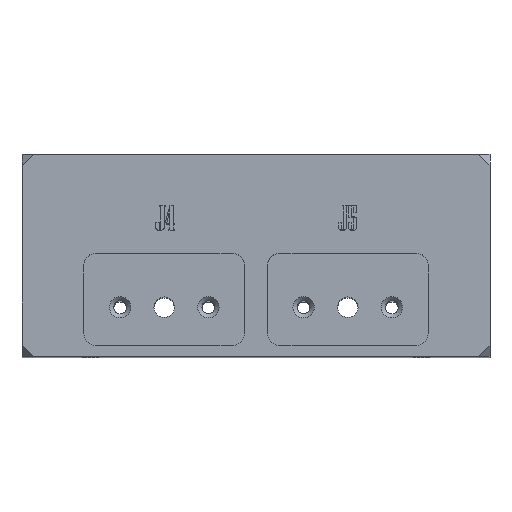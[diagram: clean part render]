
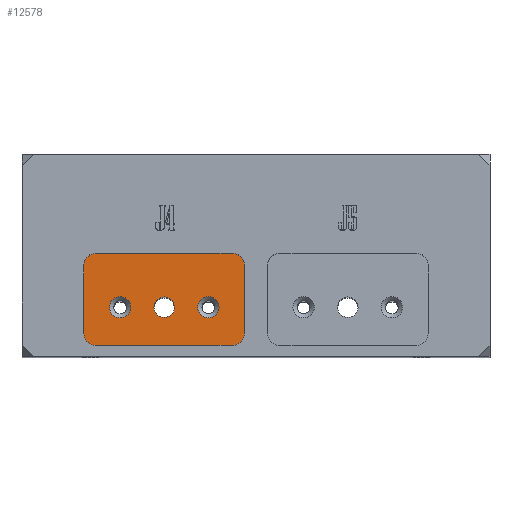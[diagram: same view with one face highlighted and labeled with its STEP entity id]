
A CAD part, top view. The second image highlights one B-rep face of the part: STEP entity #12578.
In plain terms, the highlighted planar face has unit normal (0, 0, 1).
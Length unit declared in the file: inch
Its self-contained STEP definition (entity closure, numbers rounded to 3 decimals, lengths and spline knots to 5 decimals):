
#137 = DIRECTION ( 'NONE',  ( 0., -1., 0. ) ) ;
#665 = AXIS2_PLACEMENT_3D ( 'NONE', #8140, #12852, #3514 ) ;
#891 = DIRECTION ( 'NONE',  ( -1., 0., 0. ) ) ;
#1061 = VERTEX_POINT ( 'NONE', #9818 ) ;
#1072 = EDGE_LOOP ( 'NONE', ( #12294 ) ) ;
#1158 = CIRCLE ( 'NONE', #9865, 0.0625 ) ;
#1208 = CARTESIAN_POINT ( 'NONE',  ( -0.6825, 0.2675, 2.14 ) ) ;
#1240 = CARTESIAN_POINT ( 'NONE',  ( -0.125, 0.4975, 2.14 ) ) ;
#1310 = CIRCLE ( 'NONE', #4807, 0.0625 ) ;
#1449 = EDGE_LOOP ( 'NONE', ( #5685 ) ) ;
#1543 = LINE ( 'NONE', #6390, #1808 ) ;
#1620 = EDGE_CURVE ( 'NONE', #5615, #5615, #10469, .T. ) ;
#1808 = VECTOR ( 'NONE', #11179, 39.37008 ) ;
#1921 = EDGE_CURVE ( 'NONE', #2163, #2163, #6198, .T. ) ;
#2030 = EDGE_LOOP ( 'NONE', ( #9096 ) ) ;
#2163 = VERTEX_POINT ( 'NONE', #11574 ) ;
#2242 = EDGE_LOOP ( 'NONE', ( #9501, #6911, #13957, #9528, #2471, #9949, #2394, #9639 ) ) ;
#2394 = ORIENTED_EDGE ( 'NONE', *, *, #12643, .T. ) ;
#2421 = LINE ( 'NONE', #13080, #5783 ) ;
#2471 = ORIENTED_EDGE ( 'NONE', *, *, #10879, .T. ) ;
#2918 = CARTESIAN_POINT ( 'NONE',  ( -0.125, 0.06, 2.14 ) ) ;
#3322 = CARTESIAN_POINT ( 'NONE',  ( -0.2015, 0.2675, 2.14 ) ) ;
#3514 = DIRECTION ( 'NONE',  ( -1., 0., 0. ) ) ;
#3823 = VERTEX_POINT ( 'NONE', #2918 ) ;
#3892 = VERTEX_POINT ( 'NONE', #7706 ) ;
#4099 = CARTESIAN_POINT ( 'NONE',  ( -0.875, 0.4975, 2.14 ) ) ;
#4131 = VECTOR ( 'NONE', #11590, 39.37008 ) ;
#4309 = EDGE_CURVE ( 'NONE', #5915, #12189, #2421, .T. ) ;
#4464 = AXIS2_PLACEMENT_3D ( 'NONE', #10684, #12024, #5752 ) ;
#4600 = DIRECTION ( 'NONE',  ( -1., 0., 0. ) ) ;
#4807 = AXIS2_PLACEMENT_3D ( 'NONE', #1240, #14503, #9624 ) ;
#4847 = DIRECTION ( 'NONE',  ( 0., 0., 1. ) ) ;
#4950 = VERTEX_POINT ( 'NONE', #1208 ) ;
#5387 = CIRCLE ( 'NONE', #5894, 0.0625 ) ;
#5478 = VERTEX_POINT ( 'NONE', #10490 ) ;
#5541 = EDGE_CURVE ( 'NONE', #1061, #8351, #1310, .T. ) ;
#5615 = VERTEX_POINT ( 'NONE', #3322 ) ;
#5656 = EDGE_CURVE ( 'NONE', #7951, #3823, #1543, .T. ) ;
#5685 = ORIENTED_EDGE ( 'NONE', *, *, #14468, .F. ) ;
#5722 = PLANE ( 'NONE',  #665 ) ;
#5752 = DIRECTION ( 'NONE',  ( 1., 0., 0. ) ) ;
#5783 = VECTOR ( 'NONE', #137, 39.37008 ) ;
#5873 = CARTESIAN_POINT ( 'NONE',  ( -0.9375, 0.56, 2.14 ) ) ;
#5894 = AXIS2_PLACEMENT_3D ( 'NONE', #11994, #4847, #8525 ) ;
#5915 = VERTEX_POINT ( 'NONE', #15446 ) ;
#6198 = CIRCLE ( 'NONE', #15008, 0.056 ) ;
#6390 = CARTESIAN_POINT ( 'NONE',  ( -0.9375, 0.06, 2.14 ) ) ;
#6677 = DIRECTION ( 'NONE',  ( 0., 0., 1. ) ) ;
#6911 = ORIENTED_EDGE ( 'NONE', *, *, #9988, .T. ) ;
#6966 = FACE_BOUND ( 'NONE', #1072, .T. ) ;
#7199 = DIRECTION ( 'NONE',  ( 0., 0., 1. ) ) ;
#7706 = CARTESIAN_POINT ( 'NONE',  ( -0.875, 0.56, 2.14 ) ) ;
#7951 = VERTEX_POINT ( 'NONE', #14894 ) ;
#7976 = LINE ( 'NONE', #13789, #4131 ) ;
#8140 = CARTESIAN_POINT ( 'NONE',  ( 0., 0., 2.14 ) ) ;
#8200 = CIRCLE ( 'NONE', #11978, 0.058 ) ;
#8225 = DIRECTION ( 'NONE',  ( 1., 0., 0. ) ) ;
#8289 = FACE_OUTER_BOUND ( 'NONE', #2242, .T. ) ;
#8313 = EDGE_CURVE ( 'NONE', #3892, #5915, #11123, .T. ) ;
#8351 = VERTEX_POINT ( 'NONE', #10211 ) ;
#8370 = FACE_BOUND ( 'NONE', #2030, .T. ) ;
#8522 = CARTESIAN_POINT ( 'NONE',  ( -0.7405, 0.2675, 2.14 ) ) ;
#8525 = DIRECTION ( 'NONE',  ( -1., 0., 0. ) ) ;
#9096 = ORIENTED_EDGE ( 'NONE', *, *, #1921, .F. ) ;
#9501 = ORIENTED_EDGE ( 'NONE', *, *, #4309, .T. ) ;
#9528 = ORIENTED_EDGE ( 'NONE', *, *, #9680, .T. ) ;
#9624 = DIRECTION ( 'NONE',  ( -1., 0., 0. ) ) ;
#9639 = ORIENTED_EDGE ( 'NONE', *, *, #8313, .T. ) ;
#9680 = EDGE_CURVE ( 'NONE', #3823, #5478, #5387, .T. ) ;
#9818 = CARTESIAN_POINT ( 'NONE',  ( -0.0625, 0.4975, 2.14 ) ) ;
#9865 = AXIS2_PLACEMENT_3D ( 'NONE', #12992, #15460, #4600 ) ;
#9890 = CARTESIAN_POINT ( 'NONE',  ( -0.9375, 0.1225, 2.14 ) ) ;
#9949 = ORIENTED_EDGE ( 'NONE', *, *, #5541, .T. ) ;
#9988 = EDGE_CURVE ( 'NONE', #12189, #7951, #1158, .T. ) ;
#10211 = CARTESIAN_POINT ( 'NONE',  ( -0.125, 0.56, 2.14 ) ) ;
#10420 = VECTOR ( 'NONE', #10497, 39.37008 ) ;
#10469 = CIRCLE ( 'NONE', #4464, 0.058 ) ;
#10490 = CARTESIAN_POINT ( 'NONE',  ( -0.0625, 0.1225, 2.14 ) ) ;
#10497 = DIRECTION ( 'NONE',  ( -1., 0., 0. ) ) ;
#10651 = LINE ( 'NONE', #5873, #10420 ) ;
#10684 = CARTESIAN_POINT ( 'NONE',  ( -0.2595, 0.2675, 2.14 ) ) ;
#10879 = EDGE_CURVE ( 'NONE', #5478, #1061, #7976, .T. ) ;
#11123 = CIRCLE ( 'NONE', #14143, 0.0625 ) ;
#11179 = DIRECTION ( 'NONE',  ( 1., 0., 0. ) ) ;
#11574 = CARTESIAN_POINT ( 'NONE',  ( -0.444, 0.2675, 2.14 ) ) ;
#11590 = DIRECTION ( 'NONE',  ( 0., 1., 0. ) ) ;
#11978 = AXIS2_PLACEMENT_3D ( 'NONE', #8522, #7199, #11991 ) ;
#11991 = DIRECTION ( 'NONE',  ( 1., 0., 0. ) ) ;
#11994 = CARTESIAN_POINT ( 'NONE',  ( -0.125, 0.1225, 2.14 ) ) ;
#12024 = DIRECTION ( 'NONE',  ( 0., 0., 1. ) ) ;
#12189 = VERTEX_POINT ( 'NONE', #9890 ) ;
#12294 = ORIENTED_EDGE ( 'NONE', *, *, #1620, .F. ) ;
#12578 = ADVANCED_FACE ( 'NONE', ( #8370, #8289, #6966, #15240 ), #5722, .F. ) ;
#12643 = EDGE_CURVE ( 'NONE', #8351, #3892, #10651, .T. ) ;
#12852 = DIRECTION ( 'NONE',  ( 0., 0., -1. ) ) ;
#12992 = CARTESIAN_POINT ( 'NONE',  ( -0.875, 0.1225, 2.14 ) ) ;
#13080 = CARTESIAN_POINT ( 'NONE',  ( -0.9375, 0.06, 2.14 ) ) ;
#13789 = CARTESIAN_POINT ( 'NONE',  ( -0.0625, 0.06, 2.14 ) ) ;
#13957 = ORIENTED_EDGE ( 'NONE', *, *, #5656, .T. ) ;
#14143 = AXIS2_PLACEMENT_3D ( 'NONE', #4099, #6677, #891 ) ;
#14291 = CARTESIAN_POINT ( 'NONE',  ( -0.5, 0.2675, 2.14 ) ) ;
#14468 = EDGE_CURVE ( 'NONE', #4950, #4950, #8200, .T. ) ;
#14503 = DIRECTION ( 'NONE',  ( 0., 0., 1. ) ) ;
#14894 = CARTESIAN_POINT ( 'NONE',  ( -0.875, 0.06, 2.14 ) ) ;
#15008 = AXIS2_PLACEMENT_3D ( 'NONE', #14291, #15490, #8225 ) ;
#15240 = FACE_BOUND ( 'NONE', #1449, .T. ) ;
#15446 = CARTESIAN_POINT ( 'NONE',  ( -0.9375, 0.4975, 2.14 ) ) ;
#15460 = DIRECTION ( 'NONE',  ( 0., 0., 1. ) ) ;
#15490 = DIRECTION ( 'NONE',  ( 0., 0., 1. ) ) ;
